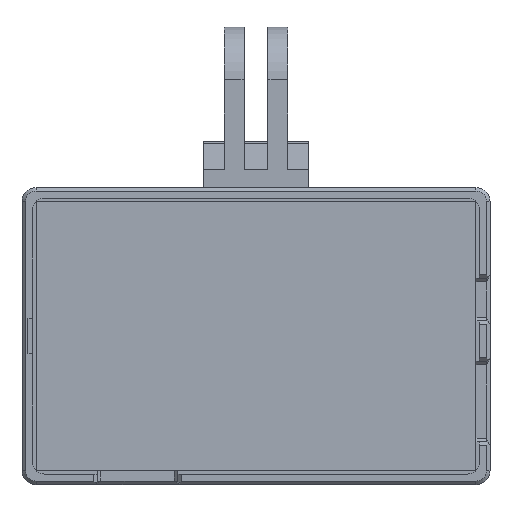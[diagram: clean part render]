
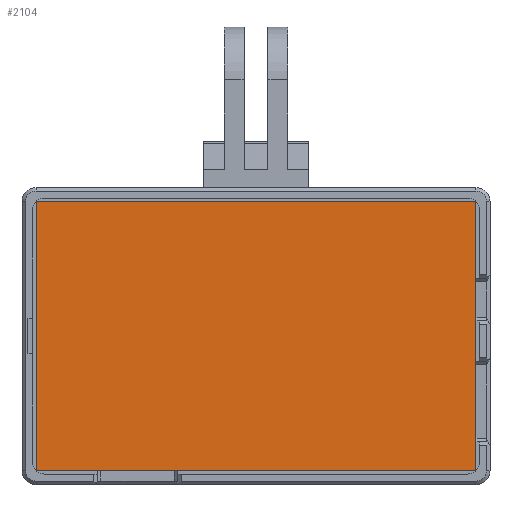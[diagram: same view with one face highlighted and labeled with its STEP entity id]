
A CAD part, top view. The second image highlights one B-rep face of the part: STEP entity #2104.
In plain terms, the highlighted planar face has unit normal (0, 0, 1).
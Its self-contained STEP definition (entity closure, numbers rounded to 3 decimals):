
#200=FACE_OUTER_BOUND('',#318,.T.);
#318=EDGE_LOOP('',(#1901,#1902,#1903,#1904));
#560=LINE('',#3405,#816);
#571=LINE('',#3427,#827);
#572=LINE('',#3430,#828);
#574=LINE('',#3433,#830);
#816=VECTOR('',#2800,10.);
#827=VECTOR('',#2827,10.);
#828=VECTOR('',#2830,10.);
#830=VECTOR('',#2834,10.);
#1011=VERTEX_POINT('',#3402);
#1012=VERTEX_POINT('',#3404);
#1015=VERTEX_POINT('',#3425);
#1016=VERTEX_POINT('',#3429);
#1298=EDGE_CURVE('',#1011,#1012,#560,.T.);
#1309=EDGE_CURVE('',#1015,#1011,#571,.T.);
#1310=EDGE_CURVE('',#1012,#1016,#572,.T.);
#1312=EDGE_CURVE('',#1016,#1015,#574,.T.);
#1901=ORIENTED_EDGE('',*,*,#1312,.F.);
#1902=ORIENTED_EDGE('',*,*,#1310,.F.);
#1903=ORIENTED_EDGE('',*,*,#1298,.F.);
#1904=ORIENTED_EDGE('',*,*,#1309,.F.);
#1992=PLANE('',#2271);
#2104=ADVANCED_FACE('',(#200),#1992,.F.);
#2271=AXIS2_PLACEMENT_3D('',#3434,#2835,#2836);
#2800=DIRECTION('',(-1.,0.,0.));
#2827=DIRECTION('',(0.,-1.,0.));
#2830=DIRECTION('',(0.,1.,0.));
#2834=DIRECTION('',(1.,0.,0.));
#2835=DIRECTION('center_axis',(0.,0.,-1.));
#2836=DIRECTION('ref_axis',(-1.,0.,0.));
#3402=CARTESIAN_POINT('',(237.8,86.8,1.6));
#3404=CARTESIAN_POINT('',(175.,86.8,1.6));
#3405=CARTESIAN_POINT('',(237.8,86.8,1.6));
#3425=CARTESIAN_POINT('',(237.8,125.2,1.6));
#3427=CARTESIAN_POINT('',(237.8,125.2,1.6));
#3429=CARTESIAN_POINT('',(175.,125.2,1.6));
#3430=CARTESIAN_POINT('',(175.,86.8,1.6));
#3433=CARTESIAN_POINT('',(175.,125.2,1.6));
#3434=CARTESIAN_POINT('Origin',(206.4,106.,1.6));
